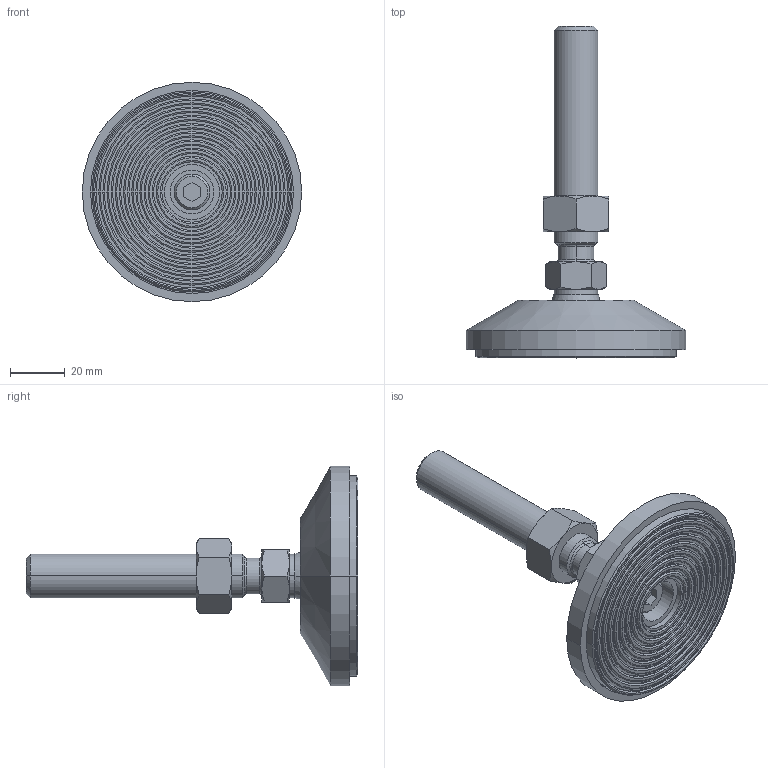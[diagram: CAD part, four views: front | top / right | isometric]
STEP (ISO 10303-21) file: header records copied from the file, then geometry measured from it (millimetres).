
FILE_DESCRIPTION(('Creo Elements/Direct Modeling STEP Export'),'2;1');
FILE_NAME('44.0245.1.oF_Gelenkfuß-MMS-44_80-M16-121mm-ST-schwingungsgedaempft.stp','2022-03-21T 8:59:24',(''),(''),'PTC Creo Elements/Direct Modeling STEP processor for AP214 (Solid Model)','PTC Creo Elements/Direct Modeling 19.0C 15-Aug-2015 (C) Parametric Technology GmbH','');
FILE_SCHEMA(('AUTOMOTIVE_DESIGN { 1 0 10303 214 1 1 1 1 }'));
Length unit declared in the file: millimetre
Products named in the file (6): Gummischeibe_D7320x9_96.7001_PX173699; Zylinderschraube-DIN6912_M8x16-8.8-verz_10099_PX171657; Fußteller_Ø80x16mm_96.7000_PX173697; Fußspindel_M16x110_96.7010_PX171649; Sechskantmutter-DIN934_M16-8.8-verz_11506_PX171652; Gelenkfuß-MMS-44_80-M16-121mm-ST-schwingungsgedaempft_44.0245.1.oF_P
X173708
Assembly tree (5 placements, depth 2):
  Gelenkfuß-MMS-44_80-M16-121mm-ST-schwingungsgedaempft_44.0245.1.oF_P
X173708
    Sechskantmutter-DIN934_M16-8.8-verz_11506_PX171652
    Fußspindel_M16x110_96.7010_PX171649
    Fußteller_Ø80x16mm_96.7000_PX173697
    Zylinderschraube-DIN6912_M8x16-8.8-verz_10099_PX171657
    Gummischeibe_D7320x9_96.7001_PX173699
Bounding box: 80 x 121 x 80 mm (x, y, z)
Volume: 101656.2 mm3; surface area: 36750.8 mm2
Topology: 5 solids, 5 shells, 207 faces, 430 edges, 257 vertices
Faces by surface type: cylinder 68, plane 53, cone 44, torus 38, sphere 4
Entity records: 6713 total; most frequent: CARTESIAN_POINT 2498, ORIENTED_EDGE 856, DIRECTION 776, EDGE_CURVE 428, AXIS2_PLACEMENT_3D 329, VERTEX_POINT 257, EDGE_LOOP 239, FACE_OUTER_BOUND 207
